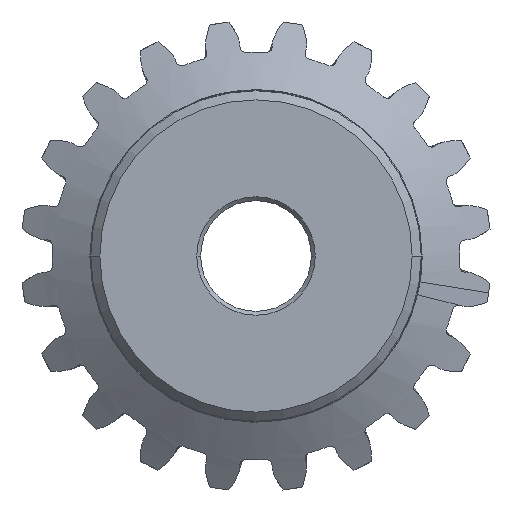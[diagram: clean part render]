
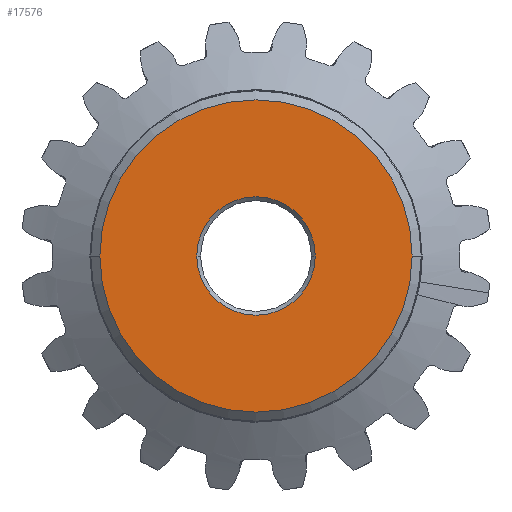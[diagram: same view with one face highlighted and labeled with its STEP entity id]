
A CAD part, front view. The second image highlights one B-rep face of the part: STEP entity #17576.
In plain terms, the highlighted planar face has unit normal (0, -1, 0).
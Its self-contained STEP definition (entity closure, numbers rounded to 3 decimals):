
#4411=CARTESIAN_POINT('',(0.,-15.,0.));
#4412=DIRECTION('',(0.,-1.,0.));
#4413=DIRECTION('',(1.,0.,0.));
#4414=AXIS2_PLACEMENT_3D('',#4411,#4412,#4413);
#4441=CARTESIAN_POINT('',(0.,-15.,0.));
#4442=DIRECTION('',(0.,1.,0.));
#4443=DIRECTION('',(1.,0.,0.));
#4444=AXIS2_PLACEMENT_3D('',#4441,#4442,#4443);
#4449=CARTESIAN_POINT('',(0.,-15.,0.));
#4450=DIRECTION('',(0.,-1.,0.));
#4451=DIRECTION('',(1.,0.,0.));
#4452=AXIS2_PLACEMENT_3D('',#4449,#4450,#4451);
#6192=CARTESIAN_POINT('',(0.,-15.,0.));
#6193=DIRECTION('',(0.,-1.,0.));
#6194=DIRECTION('',(-1.,0.,0.));
#6195=AXIS2_PLACEMENT_3D('',#6192,#6193,#6194);
#12145=CARTESIAN_POINT('',(14.1,-15.,0.));
#12147=VERTEX_POINT('',#12145);
#12149=CARTESIAN_POINT('',(-14.1,-15.,0.));
#12151=VERTEX_POINT('',#12149);
#12169=CARTESIAN_POINT('',(5.35,-15.,0.));
#12170=CARTESIAN_POINT('',(-5.35,-15.,0.));
#12171=VERTEX_POINT('',#12169);
#12172=VERTEX_POINT('',#12170);
#17560=CARTESIAN_POINT('',(0.,-15.,0.));
#17561=DIRECTION('',(0.,-1.,0.));
#17562=DIRECTION('',(-1.,0.,0.));
#17563=AXIS2_PLACEMENT_3D('',#17560,#17561,#17562);
#17564=PLANE('',#17563);
#17566=ORIENTED_EDGE('',*,*,#17565,.T.);
#17568=ORIENTED_EDGE('',*,*,#17567,.F.);
#17569=EDGE_LOOP('',(#17566,#17568));
#17570=FACE_OUTER_BOUND('',#17569,.F.);
#17571=ORIENTED_EDGE('',*,*,#17538,.T.);
#17573=ORIENTED_EDGE('',*,*,#17572,.T.);
#17574=EDGE_LOOP('',(#17571,#17573));
#17575=FACE_BOUND('',#17574,.F.);
#4415=CIRCLE('',#4414,5.35);
#4445=CIRCLE('',#4444,14.1);
#4453=CIRCLE('',#4452,14.1);
#6196=CIRCLE('',#6195,5.35);
#17538=EDGE_CURVE('',#12171,#12172,#4415,.T.);
#17565=EDGE_CURVE('',#12147,#12151,#4445,.T.);
#17567=EDGE_CURVE('',#12147,#12151,#4453,.T.);
#17572=EDGE_CURVE('',#12172,#12171,#6196,.T.);
#17576=ADVANCED_FACE('',(#17570,#17575),#17564,.T.);
